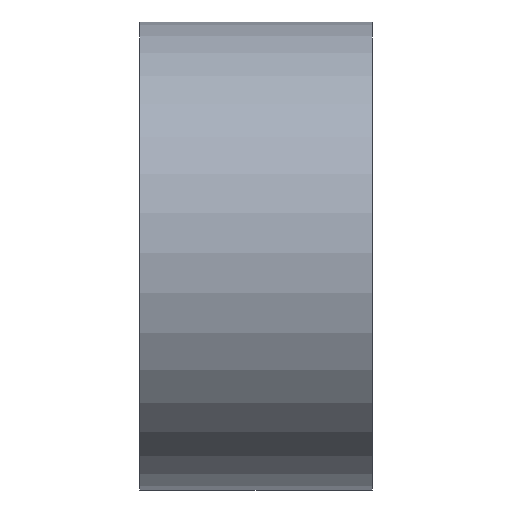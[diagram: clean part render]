
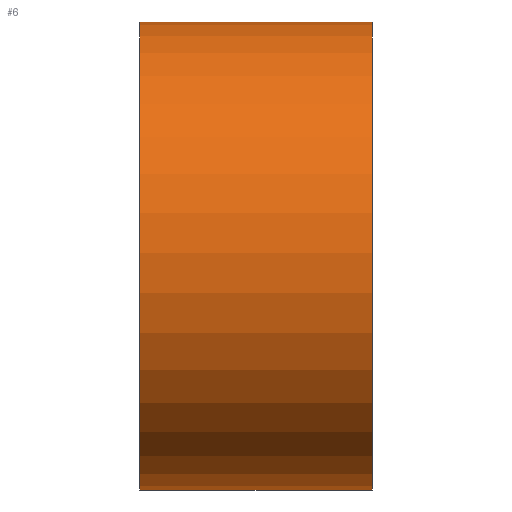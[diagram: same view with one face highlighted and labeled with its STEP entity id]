
A CAD part, left-side view. The second image highlights one B-rep face of the part: STEP entity #6.
In plain terms, the highlighted cylindrical face has radius 51.181 mm (diameter 102.362 mm), a partial arc.
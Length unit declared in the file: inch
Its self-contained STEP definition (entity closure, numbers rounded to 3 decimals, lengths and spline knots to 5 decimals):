
#1 = ORIENTED_EDGE ( 'NONE', *, *, #205, .T. ) ;
#6 = ADVANCED_FACE ( 'NONE', ( #13 ), #26, .T. ) ;
#10 = DIRECTION ( 'NONE',  ( 0., -1., 0. ) ) ;
#13 = FACE_OUTER_BOUND ( 'NONE', #71, .T. ) ;
#22 = AXIS2_PLACEMENT_3D ( 'NONE', #96, #10, #27 ) ;
#26 = CYLINDRICAL_SURFACE ( 'NONE', #22, 2.015 ) ;
#27 = DIRECTION ( 'NONE',  ( 0., 0., -1. ) ) ;
#36 = VERTEX_POINT ( 'NONE', #182 ) ;
#37 = VERTEX_POINT ( 'NONE', #209 ) ;
#51 = CARTESIAN_POINT ( 'NONE',  ( 0., 0., 0. ) ) ;
#57 = VERTEX_POINT ( 'NONE', #181 ) ;
#64 = CARTESIAN_POINT ( 'NONE',  ( 0., 2., 0. ) ) ;
#69 = DIRECTION ( 'NONE',  ( 0., 0., 1. ) ) ;
#71 = EDGE_LOOP ( 'NONE', ( #1, #172, #168, #176 ) ) ;
#74 = VERTEX_POINT ( 'NONE', #77 ) ;
#76 = DIRECTION ( 'NONE',  ( 0., 0., 1. ) ) ;
#77 = CARTESIAN_POINT ( 'NONE',  ( 0.05, 0., -2.01438 ) ) ;
#81 = LINE ( 'NONE', #147, #153 ) ;
#93 = AXIS2_PLACEMENT_3D ( 'NONE', #51, #189, #69 ) ;
#96 = CARTESIAN_POINT ( 'NONE',  ( 0., 2., 0. ) ) ;
#111 = CARTESIAN_POINT ( 'NONE',  ( 0.05, 2., -2.01438 ) ) ;
#121 = EDGE_CURVE ( 'NONE', #37, #74, #161, .T. ) ;
#126 = EDGE_CURVE ( 'NONE', #36, #57, #81, .T. ) ;
#133 = VECTOR ( 'NONE', #162, 39.37008 ) ;
#138 = AXIS2_PLACEMENT_3D ( 'NONE', #64, #183, #76 ) ;
#144 = EDGE_CURVE ( 'NONE', #36, #37, #178, .T. ) ;
#147 = CARTESIAN_POINT ( 'NONE',  ( -0.05, 2., -2.01438 ) ) ;
#153 = VECTOR ( 'NONE', #212, 39.37008 ) ;
#161 = LINE ( 'NONE', #111, #133 ) ;
#162 = DIRECTION ( 'NONE',  ( 0., -1., 0. ) ) ;
#168 = ORIENTED_EDGE ( 'NONE', *, *, #144, .F. ) ;
#172 = ORIENTED_EDGE ( 'NONE', *, *, #121, .F. ) ;
#176 = ORIENTED_EDGE ( 'NONE', *, *, #126, .T. ) ;
#178 = CIRCLE ( 'NONE', #138, 2.015 ) ;
#181 = CARTESIAN_POINT ( 'NONE',  ( -0.05, 0., -2.01438 ) ) ;
#182 = CARTESIAN_POINT ( 'NONE',  ( -0.05, 2., -2.01438 ) ) ;
#183 = DIRECTION ( 'NONE',  ( 0., 1., 0. ) ) ;
#188 = CIRCLE ( 'NONE', #93, 2.015 ) ;
#189 = DIRECTION ( 'NONE',  ( 0., 1., 0. ) ) ;
#205 = EDGE_CURVE ( 'NONE', #57, #74, #188, .T. ) ;
#209 = CARTESIAN_POINT ( 'NONE',  ( 0.05, 2., -2.01438 ) ) ;
#212 = DIRECTION ( 'NONE',  ( 0., -1., 0. ) ) ;
